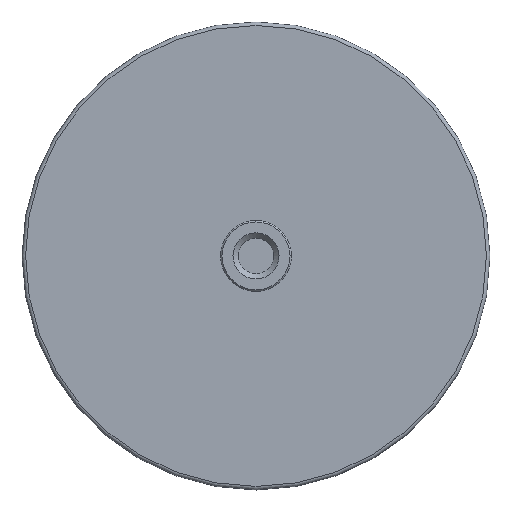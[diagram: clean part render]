
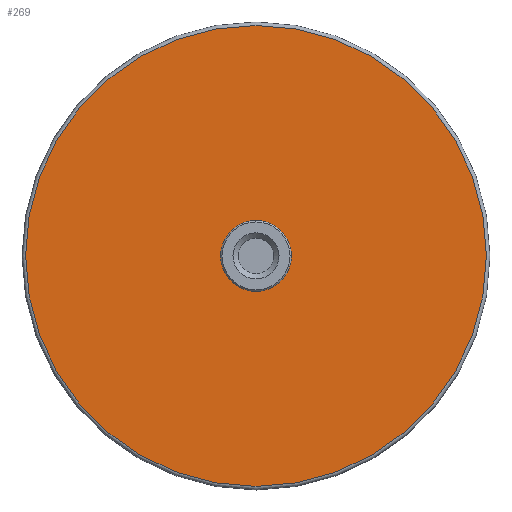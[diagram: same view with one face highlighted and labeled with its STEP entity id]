
A CAD part, top view. The second image highlights one B-rep face of the part: STEP entity #269.
In plain terms, the highlighted planar face has unit normal (0, 0, 1).
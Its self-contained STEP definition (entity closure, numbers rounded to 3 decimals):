
#52=FACE_BOUND('',#90,.T.);
#59=PLANE('',#355);
#71=FACE_OUTER_BOUND('',#89,.T.);
#89=EDGE_LOOP('',(#222,#223));
#90=EDGE_LOOP('',(#224));
#118=CIRCLE('',#336,5.);
#127=CIRCLE('',#352,32.5);
#129=CIRCLE('',#354,32.5);
#145=VERTEX_POINT('',#491);
#153=VERTEX_POINT('',#518);
#154=VERTEX_POINT('',#519);
#165=EDGE_CURVE('',#145,#145,#118,.T.);
#177=EDGE_CURVE('',#153,#154,#127,.T.);
#179=EDGE_CURVE('',#154,#153,#129,.T.);
#222=ORIENTED_EDGE('',*,*,#177,.F.);
#223=ORIENTED_EDGE('',*,*,#179,.F.);
#224=ORIENTED_EDGE('',*,*,#165,.T.);
#269=ADVANCED_FACE('',(#71,#52),#59,.T.);
#336=AXIS2_PLACEMENT_3D('',#492,#388,#389);
#352=AXIS2_PLACEMENT_3D('',#520,#423,#424);
#354=AXIS2_PLACEMENT_3D('',#522,#427,#428);
#355=AXIS2_PLACEMENT_3D('',#523,#429,#430);
#388=DIRECTION('center_axis',(0.,0.,-1.));
#389=DIRECTION('ref_axis',(-1.,0.,0.));
#423=DIRECTION('center_axis',(0.,0.,-1.));
#424=DIRECTION('ref_axis',(-1.,0.,0.));
#427=DIRECTION('center_axis',(0.,0.,-1.));
#428=DIRECTION('ref_axis',(-1.,0.,0.));
#429=DIRECTION('center_axis',(0.,0.,1.));
#430=DIRECTION('ref_axis',(1.,0.,0.));
#491=CARTESIAN_POINT('',(5.,0.,4.25));
#492=CARTESIAN_POINT('Origin',(0.,0.,4.25));
#518=CARTESIAN_POINT('',(32.5,0.,4.25));
#519=CARTESIAN_POINT('',(-32.5,0.,4.25));
#520=CARTESIAN_POINT('Origin',(0.,0.,4.25));
#522=CARTESIAN_POINT('Origin',(0.,0.,4.25));
#523=CARTESIAN_POINT('Origin',(0.,0.,4.25));
